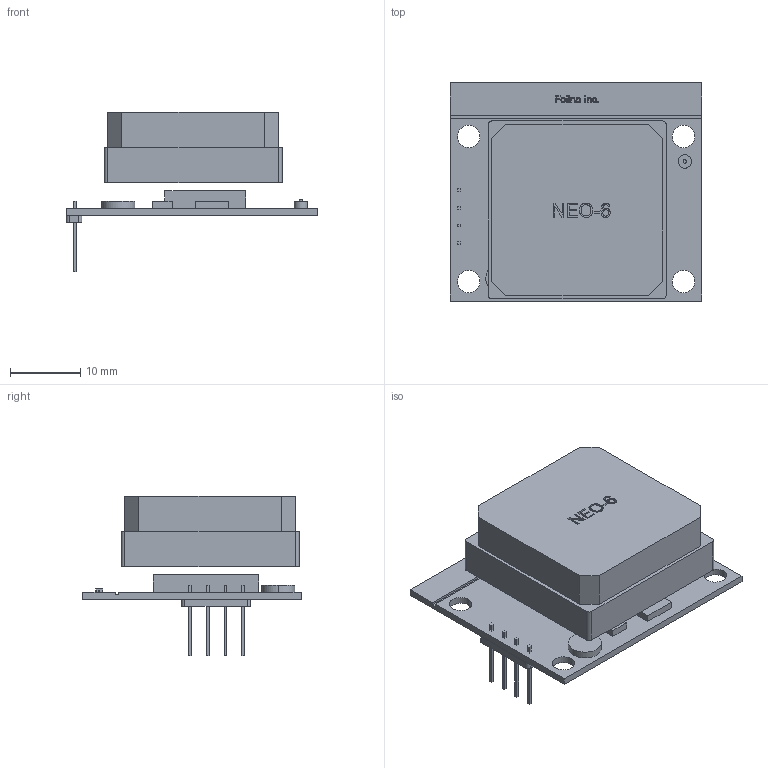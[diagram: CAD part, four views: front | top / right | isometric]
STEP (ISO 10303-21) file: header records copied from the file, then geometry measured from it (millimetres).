
FILE_DESCRIPTION(/* description */ (''),/* implementation_level */ '2;1');
FILE_NAME(/* name */ 'NEO_6',/* time_stamp */ '2021-05-16T20:51:09-03:00',/* author */ (''),/* organization */ (''),/* preprocessor_version */ 'ST-DEVELOPER v15',/* originating_system */ '',/* authorisation */ '');
FILE_SCHEMA (('AUTOMOTIVE_DESIGN'));
Length unit declared in the file: millimetre
Products named in the file (1): Document
Bounding box: 35.8 x 31 x 22.65 mm (x, y, z)
Volume: 7680.7 mm3; surface area: 6538.5 mm2
Topology: 25 solids, 25 shells, 223 faces, 498 edges, 332 vertices
Faces by surface type: plane 165, bspline 58
Entity records: 6561 total; most frequent: CARTESIAN_POINT 2879, ORIENTED_EDGE 996, EDGE_CURVE 498, B_SPLINE_CURVE_WITH_KNOTS 440, VERTEX_POINT 332, EDGE_LOOP 242, ADVANCED_FACE 223, FACE_OUTER_BOUND 223
